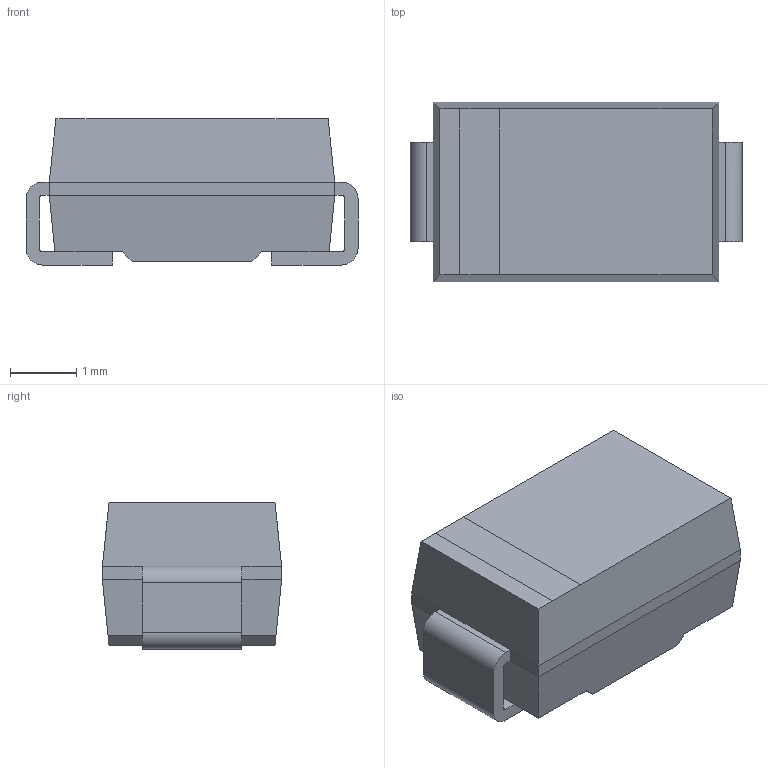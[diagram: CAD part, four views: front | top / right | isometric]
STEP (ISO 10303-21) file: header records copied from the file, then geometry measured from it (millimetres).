
FILE_DESCRIPTION (( 'STEP AP214' ), '1' );
FILE_NAME ('DO-214AC_SMA.STEP', '2017-12-21T07:19:00', ( 'Sky123.Org' ), ( 'Sky123.Org' ), 'SwSTEP 2.0', 'SolidWorks 2013', '' );
FILE_SCHEMA (( 'AUTOMOTIVE_DESIGN' ));
Length unit declared in the file: millimetre
Products named in the file (1): DO-214AC_SMA
Bounding box: 5 x 2.7 x 2.2 mm (x, y, z)
Volume: 24.2 mm3; surface area: 59.9 mm2
Topology: 1 solids, 1 shells, 48 faces, 130 edges, 80 vertices
Faces by surface type: plane 40, cylinder 8
Entity records: 2063 total; most frequent: CARTESIAN_POINT 344, ORIENTED_EDGE 260, DIRECTION 205, EDGE_CURVE 130, VECTOR 107, LINE 107, VERTEX_POINT 80, UNCERTAINTY_MEASURE_WITH_UNIT 51
